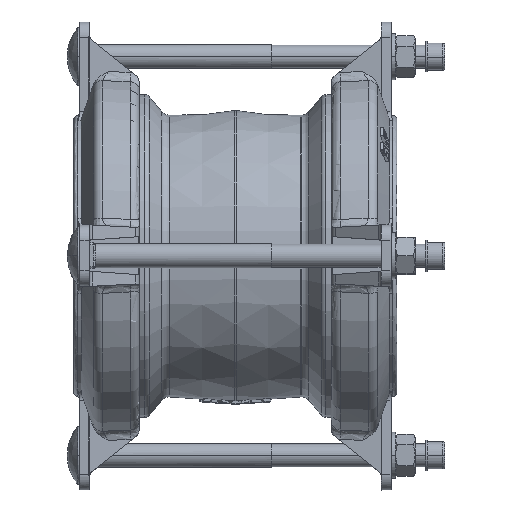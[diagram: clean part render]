
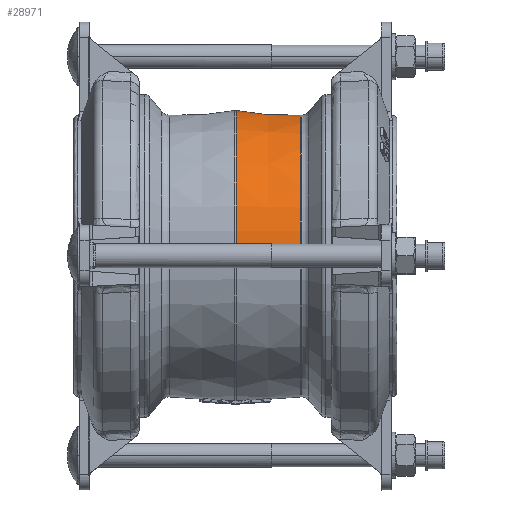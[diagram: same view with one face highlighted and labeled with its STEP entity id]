
A CAD part, top view. The second image highlights one B-rep face of the part: STEP entity #28971.
In plain terms, the highlighted conical face has half-angle 4 degrees and reference radius 75.705 mm.
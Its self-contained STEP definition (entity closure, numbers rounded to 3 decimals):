
#715 = CARTESIAN_POINT ( 'NONE',  ( 0.349, 0., 0. ) ) ;
#716 = DIRECTION ( 'NONE',  ( 1., 0., 0. ) ) ;
#717 = DIRECTION ( 'NONE',  ( 0., 0., -1. ) ) ;
#737 = CARTESIAN_POINT ( 'NONE',  ( 0.349, 0., -75.705 ) ) ;
#739 = DIRECTION ( 'NONE',  ( -0.998, 0., -0.07 ) ) ;
#746 = CARTESIAN_POINT ( 'NONE',  ( 34.129, 0., 0. ) ) ;
#747 = DIRECTION ( 'NONE',  ( 1., 0., 0. ) ) ;
#748 = DIRECTION ( 'NONE',  ( 0., 0., -1. ) ) ;
#749 = CARTESIAN_POINT ( 'NONE',  ( 0.349, 0., 75.705 ) ) ;
#750 = DIRECTION ( 'NONE',  ( -0.998, 0., 0.07 ) ) ;
#5873 = AXIS2_PLACEMENT_3D ( 'NONE', #715, #716, #717 ) ;
#5882 = AXIS2_PLACEMENT_3D ( 'NONE', #746, #747, #748 ) ;
#11590 = EDGE_LOOP ( 'NONE', ( #12454, #12456, #12458, #12459 ) ) ;
#12454 = ORIENTED_EDGE ( 'NONE', *, *, #19618, .F. ) ;
#12456 = ORIENTED_EDGE ( 'NONE', *, *, #19619, .T. ) ;
#12458 = ORIENTED_EDGE ( 'NONE', *, *, #19609, .T. ) ;
#12459 = ORIENTED_EDGE ( 'NONE', *, *, #19620, .F. ) ;
#19609 = EDGE_CURVE ( 'NONE', #35993, #36135, #38517, .T. ) ;
#19618 = EDGE_CURVE ( 'NONE', #36320, #36243, #38524, .T. ) ;
#19619 = EDGE_CURVE ( 'NONE', #36320, #35993, #38526, .T. ) ;
#19620 = EDGE_CURVE ( 'NONE', #36243, #36135, #38527, .T. ) ;
#25597 = AXIS2_PLACEMENT_3D ( 'NONE', #33062, #33060, #33058 ) ;
#26008 = CARTESIAN_POINT ( 'NONE',  ( 0.349, 0., -75.705 ) ) ;
#26144 = CARTESIAN_POINT ( 'NONE',  ( 0.349, 0., 75.705 ) ) ;
#26223 = CARTESIAN_POINT ( 'NONE',  ( 34.129, 0., 73.343 ) ) ;
#26323 = CARTESIAN_POINT ( 'NONE',  ( 34.129, 0., -73.343 ) ) ;
#27814 = FACE_OUTER_BOUND ( 'NONE', #11590, .T. ) ;
#27821 = CONICAL_SURFACE ( 'NONE', #25597, 75.705, 0.07 ) ;
#28971 = ADVANCED_FACE ( 'NONE', ( #27814 ), #27821, .T. ) ;
#33058 = DIRECTION ( 'NONE',  ( 0., 0., 1. ) ) ;
#33060 = DIRECTION ( 'NONE',  ( -1., 0., 0. ) ) ;
#33062 = CARTESIAN_POINT ( 'NONE',  ( 0.349, 0., 0. ) ) ;
#35993 = VERTEX_POINT ( 'NONE', #26008 ) ;
#36135 = VERTEX_POINT ( 'NONE', #26144 ) ;
#36243 = VERTEX_POINT ( 'NONE', #26223 ) ;
#36320 = VERTEX_POINT ( 'NONE', #26323 ) ;
#38517 = CIRCLE ( 'NONE', #5873, 75.705 ) ;
#38524 = CIRCLE ( 'NONE', #5882, 73.343 ) ;
#38526 = LINE ( 'NONE', #737, #38528 ) ;
#38527 = LINE ( 'NONE', #749, #38530 ) ;
#38528 = VECTOR ( 'NONE', #739, 1000. ) ;
#38530 = VECTOR ( 'NONE', #750, 1000. ) ;
